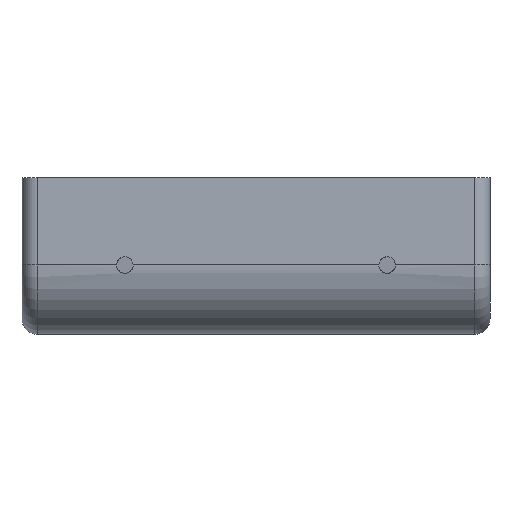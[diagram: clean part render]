
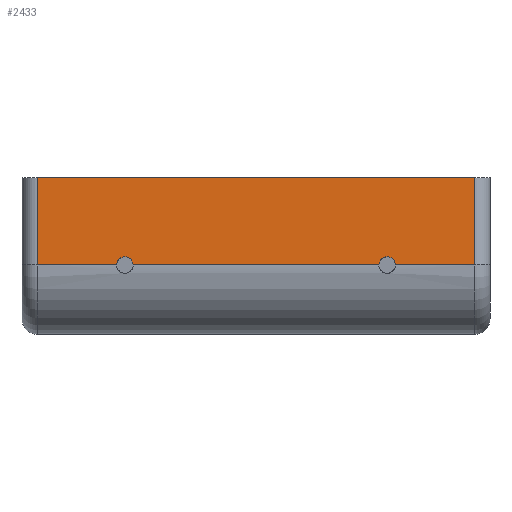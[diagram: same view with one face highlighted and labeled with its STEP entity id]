
A CAD part, front view. The second image highlights one B-rep face of the part: STEP entity #2433.
In plain terms, the highlighted planar face has unit normal (0, -1, 0).
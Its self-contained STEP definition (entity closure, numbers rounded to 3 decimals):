
#44 = PLANE('',#45);
#45 = AXIS2_PLACEMENT_3D('',#46,#47,#48);
#46 = CARTESIAN_POINT('',(-3.5,87.5,0.));
#47 = DIRECTION('',(0.,0.,-1.));
#48 = DIRECTION('',(1.,0.,0.));
#316 = CYLINDRICAL_SURFACE('',#317,3.);
#317 = AXIS2_PLACEMENT_3D('',#318,#319,#320);
#318 = CARTESIAN_POINT('',(-0.5,-0.5,0.));
#319 = DIRECTION('',(0.,0.,-1.));
#320 = DIRECTION('',(-1.,0.,0.));
#508 = VERTEX_POINT('',#509);
#509 = CARTESIAN_POINT('',(84.5,-3.5,0.));
#528 = CYLINDRICAL_SURFACE('',#529,3.);
#529 = AXIS2_PLACEMENT_3D('',#530,#531,#532);
#530 = CARTESIAN_POINT('',(84.5,-0.5,0.));
#531 = DIRECTION('',(0.,0.,-1.));
#532 = DIRECTION('',(0.,-1.,0.));
#540 = EDGE_CURVE('',#541,#508,#543,.T.);
#541 = VERTEX_POINT('',#542);
#542 = CARTESIAN_POINT('',(-0.5,-3.5,0.));
#543 = SURFACE_CURVE('',#544,(#548,#555),.PCURVE_S1.);
#544 = LINE('',#545,#546);
#545 = CARTESIAN_POINT('',(-3.5,-3.5,0.));
#546 = VECTOR('',#547,1.);
#547 = DIRECTION('',(1.,0.,0.));
#548 = PCURVE('',#44,#549);
#549 = DEFINITIONAL_REPRESENTATION('',(#550),#554);
#550 = LINE('',#551,#552);
#551 = CARTESIAN_POINT('',(0.,91.));
#552 = VECTOR('',#553,1.);
#553 = DIRECTION('',(1.,0.));
#554 = ( GEOMETRIC_REPRESENTATION_CONTEXT(2) 
PARAMETRIC_REPRESENTATION_CONTEXT() REPRESENTATION_CONTEXT('2D SPACE',''
  ) );
#555 = PCURVE('',#556,#561);
#556 = PLANE('',#557);
#557 = AXIS2_PLACEMENT_3D('',#558,#559,#560);
#558 = CARTESIAN_POINT('',(42.,-3.5,-8.5));
#559 = DIRECTION('',(0.,-1.,0.));
#560 = DIRECTION('',(1.,0.,0.));
#561 = DEFINITIONAL_REPRESENTATION('',(#562),#566);
#562 = LINE('',#563,#564);
#563 = CARTESIAN_POINT('',(-45.5,8.5));
#564 = VECTOR('',#565,1.);
#565 = DIRECTION('',(1.,0.));
#566 = ( GEOMETRIC_REPRESENTATION_CONTEXT(2) 
PARAMETRIC_REPRESENTATION_CONTEXT() REPRESENTATION_CONTEXT('2D SPACE',''
  ) );
#821 = EDGE_CURVE('',#541,#822,#824,.T.);
#822 = VERTEX_POINT('',#823);
#823 = CARTESIAN_POINT('',(-0.5,-3.5,-17.));
#824 = SURFACE_CURVE('',#825,(#829,#836),.PCURVE_S1.);
#825 = LINE('',#826,#827);
#826 = CARTESIAN_POINT('',(-0.5,-3.5,0.));
#827 = VECTOR('',#828,1.);
#828 = DIRECTION('',(0.,0.,-1.));
#829 = PCURVE('',#316,#830);
#830 = DEFINITIONAL_REPRESENTATION('',(#831),#835);
#831 = LINE('',#832,#833);
#832 = CARTESIAN_POINT('',(-1.571,0.));
#833 = VECTOR('',#834,1.);
#834 = DIRECTION('',(-0.,1.));
#835 = ( GEOMETRIC_REPRESENTATION_CONTEXT(2) 
PARAMETRIC_REPRESENTATION_CONTEXT() REPRESENTATION_CONTEXT('2D SPACE',''
  ) );
#836 = PCURVE('',#556,#837);
#837 = DEFINITIONAL_REPRESENTATION('',(#838),#842);
#838 = LINE('',#839,#840);
#839 = CARTESIAN_POINT('',(-42.5,8.5));
#840 = VECTOR('',#841,1.);
#841 = DIRECTION('',(0.,-1.));
#842 = ( GEOMETRIC_REPRESENTATION_CONTEXT(2) 
PARAMETRIC_REPRESENTATION_CONTEXT() REPRESENTATION_CONTEXT('2D SPACE',''
  ) );
#961 = CYLINDRICAL_SURFACE('',#962,13.5);
#962 = AXIS2_PLACEMENT_3D('',#963,#964,#965);
#963 = CARTESIAN_POINT('',(-3.5,10.,-17.));
#964 = DIRECTION('',(1.,0.,0.));
#965 = DIRECTION('',(0.,1.,0.));
#1377 = CYLINDRICAL_SURFACE('',#1378,1.6);
#1378 = AXIS2_PLACEMENT_3D('',#1379,#1380,#1381);
#1379 = CARTESIAN_POINT('',(16.5,2.,-17.));
#1380 = DIRECTION('',(0.,-1.,0.));
#1381 = DIRECTION('',(-1.,0.,0.));
#1730 = CYLINDRICAL_SURFACE('',#1731,1.6);
#1731 = AXIS2_PLACEMENT_3D('',#1732,#1733,#1734);
#1732 = CARTESIAN_POINT('',(67.5,2.,-17.));
#1733 = DIRECTION('',(0.,-1.,0.));
#1734 = DIRECTION('',(-1.,0.,0.));
#2433 = ADVANCED_FACE('',(#2434),#556,.T.);
#2434 = FACE_BOUND('',#2435,.T.);
#2435 = EDGE_LOOP('',(#2436,#2461,#2482,#2483,#2484,#2507,#2531,#2554));
#2436 = ORIENTED_EDGE('',*,*,#2437,.T.);
#2437 = EDGE_CURVE('',#2438,#2440,#2442,.T.);
#2438 = VERTEX_POINT('',#2439);
#2439 = CARTESIAN_POINT('',(69.1,-3.5,-17.));
#2440 = VERTEX_POINT('',#2441);
#2441 = CARTESIAN_POINT('',(84.5,-3.5,-17.));
#2442 = SURFACE_CURVE('',#2443,(#2447,#2454),.PCURVE_S1.);
#2443 = LINE('',#2444,#2445);
#2444 = CARTESIAN_POINT('',(-3.5,-3.5,-17.));
#2445 = VECTOR('',#2446,1.);
#2446 = DIRECTION('',(1.,0.,0.));
#2447 = PCURVE('',#556,#2448);
#2448 = DEFINITIONAL_REPRESENTATION('',(#2449),#2453);
#2449 = LINE('',#2450,#2451);
#2450 = CARTESIAN_POINT('',(-45.5,-8.5));
#2451 = VECTOR('',#2452,1.);
#2452 = DIRECTION('',(1.,0.));
#2453 = ( GEOMETRIC_REPRESENTATION_CONTEXT(2) 
PARAMETRIC_REPRESENTATION_CONTEXT() REPRESENTATION_CONTEXT('2D SPACE',''
  ) );
#2454 = PCURVE('',#961,#2455);
#2455 = DEFINITIONAL_REPRESENTATION('',(#2456),#2460);
#2456 = LINE('',#2457,#2458);
#2457 = CARTESIAN_POINT('',(-3.142,0.));
#2458 = VECTOR('',#2459,1.);
#2459 = DIRECTION('',(-0.,1.));
#2460 = ( GEOMETRIC_REPRESENTATION_CONTEXT(2) 
PARAMETRIC_REPRESENTATION_CONTEXT() REPRESENTATION_CONTEXT('2D SPACE',''
  ) );
#2461 = ORIENTED_EDGE('',*,*,#2462,.F.);
#2462 = EDGE_CURVE('',#508,#2440,#2463,.T.);
#2463 = SURFACE_CURVE('',#2464,(#2468,#2475),.PCURVE_S1.);
#2464 = LINE('',#2465,#2466);
#2465 = CARTESIAN_POINT('',(84.5,-3.5,0.));
#2466 = VECTOR('',#2467,1.);
#2467 = DIRECTION('',(0.,0.,-1.));
#2468 = PCURVE('',#556,#2469);
#2469 = DEFINITIONAL_REPRESENTATION('',(#2470),#2474);
#2470 = LINE('',#2471,#2472);
#2471 = CARTESIAN_POINT('',(42.5,8.5));
#2472 = VECTOR('',#2473,1.);
#2473 = DIRECTION('',(0.,-1.));
#2474 = ( GEOMETRIC_REPRESENTATION_CONTEXT(2) 
PARAMETRIC_REPRESENTATION_CONTEXT() REPRESENTATION_CONTEXT('2D SPACE',''
  ) );
#2475 = PCURVE('',#528,#2476);
#2476 = DEFINITIONAL_REPRESENTATION('',(#2477),#2481);
#2477 = LINE('',#2478,#2479);
#2478 = CARTESIAN_POINT('',(-0.,0.));
#2479 = VECTOR('',#2480,1.);
#2480 = DIRECTION('',(-0.,1.));
#2481 = ( GEOMETRIC_REPRESENTATION_CONTEXT(2) 
PARAMETRIC_REPRESENTATION_CONTEXT() REPRESENTATION_CONTEXT('2D SPACE',''
  ) );
#2482 = ORIENTED_EDGE('',*,*,#540,.F.);
#2483 = ORIENTED_EDGE('',*,*,#821,.T.);
#2484 = ORIENTED_EDGE('',*,*,#2485,.T.);
#2485 = EDGE_CURVE('',#822,#2486,#2488,.T.);
#2486 = VERTEX_POINT('',#2487);
#2487 = CARTESIAN_POINT('',(14.9,-3.5,-17.));
#2488 = SURFACE_CURVE('',#2489,(#2493,#2500),.PCURVE_S1.);
#2489 = LINE('',#2490,#2491);
#2490 = CARTESIAN_POINT('',(-3.5,-3.5,-17.));
#2491 = VECTOR('',#2492,1.);
#2492 = DIRECTION('',(1.,0.,0.));
#2493 = PCURVE('',#556,#2494);
#2494 = DEFINITIONAL_REPRESENTATION('',(#2495),#2499);
#2495 = LINE('',#2496,#2497);
#2496 = CARTESIAN_POINT('',(-45.5,-8.5));
#2497 = VECTOR('',#2498,1.);
#2498 = DIRECTION('',(1.,0.));
#2499 = ( GEOMETRIC_REPRESENTATION_CONTEXT(2) 
PARAMETRIC_REPRESENTATION_CONTEXT() REPRESENTATION_CONTEXT('2D SPACE',''
  ) );
#2500 = PCURVE('',#961,#2501);
#2501 = DEFINITIONAL_REPRESENTATION('',(#2502),#2506);
#2502 = LINE('',#2503,#2504);
#2503 = CARTESIAN_POINT('',(-3.142,0.));
#2504 = VECTOR('',#2505,1.);
#2505 = DIRECTION('',(-0.,1.));
#2506 = ( GEOMETRIC_REPRESENTATION_CONTEXT(2) 
PARAMETRIC_REPRESENTATION_CONTEXT() REPRESENTATION_CONTEXT('2D SPACE',''
  ) );
#2507 = ORIENTED_EDGE('',*,*,#2508,.F.);
#2508 = EDGE_CURVE('',#2509,#2486,#2511,.T.);
#2509 = VERTEX_POINT('',#2510);
#2510 = CARTESIAN_POINT('',(18.1,-3.5,-17.));
#2511 = SURFACE_CURVE('',#2512,(#2517,#2524),.PCURVE_S1.);
#2512 = CIRCLE('',#2513,1.6);
#2513 = AXIS2_PLACEMENT_3D('',#2514,#2515,#2516);
#2514 = CARTESIAN_POINT('',(16.5,-3.5,-17.));
#2515 = DIRECTION('',(0.,-1.,0.));
#2516 = DIRECTION('',(-1.,0.,0.));
#2517 = PCURVE('',#556,#2518);
#2518 = DEFINITIONAL_REPRESENTATION('',(#2519),#2523);
#2519 = CIRCLE('',#2520,1.6);
#2520 = AXIS2_PLACEMENT_2D('',#2521,#2522);
#2521 = CARTESIAN_POINT('',(-25.5,-8.5));
#2522 = DIRECTION('',(-1.,0.));
#2523 = ( GEOMETRIC_REPRESENTATION_CONTEXT(2) 
PARAMETRIC_REPRESENTATION_CONTEXT() REPRESENTATION_CONTEXT('2D SPACE',''
  ) );
#2524 = PCURVE('',#1377,#2525);
#2525 = DEFINITIONAL_REPRESENTATION('',(#2526),#2530);
#2526 = LINE('',#2527,#2528);
#2527 = CARTESIAN_POINT('',(0.,5.5));
#2528 = VECTOR('',#2529,1.);
#2529 = DIRECTION('',(1.,0.));
#2530 = ( GEOMETRIC_REPRESENTATION_CONTEXT(2) 
PARAMETRIC_REPRESENTATION_CONTEXT() REPRESENTATION_CONTEXT('2D SPACE',''
  ) );
#2531 = ORIENTED_EDGE('',*,*,#2532,.T.);
#2532 = EDGE_CURVE('',#2509,#2533,#2535,.T.);
#2533 = VERTEX_POINT('',#2534);
#2534 = CARTESIAN_POINT('',(65.9,-3.5,-17.));
#2535 = SURFACE_CURVE('',#2536,(#2540,#2547),.PCURVE_S1.);
#2536 = LINE('',#2537,#2538);
#2537 = CARTESIAN_POINT('',(-3.5,-3.5,-17.));
#2538 = VECTOR('',#2539,1.);
#2539 = DIRECTION('',(1.,0.,0.));
#2540 = PCURVE('',#556,#2541);
#2541 = DEFINITIONAL_REPRESENTATION('',(#2542),#2546);
#2542 = LINE('',#2543,#2544);
#2543 = CARTESIAN_POINT('',(-45.5,-8.5));
#2544 = VECTOR('',#2545,1.);
#2545 = DIRECTION('',(1.,0.));
#2546 = ( GEOMETRIC_REPRESENTATION_CONTEXT(2) 
PARAMETRIC_REPRESENTATION_CONTEXT() REPRESENTATION_CONTEXT('2D SPACE',''
  ) );
#2547 = PCURVE('',#961,#2548);
#2548 = DEFINITIONAL_REPRESENTATION('',(#2549),#2553);
#2549 = LINE('',#2550,#2551);
#2550 = CARTESIAN_POINT('',(-3.142,0.));
#2551 = VECTOR('',#2552,1.);
#2552 = DIRECTION('',(-0.,1.));
#2553 = ( GEOMETRIC_REPRESENTATION_CONTEXT(2) 
PARAMETRIC_REPRESENTATION_CONTEXT() REPRESENTATION_CONTEXT('2D SPACE',''
  ) );
#2554 = ORIENTED_EDGE('',*,*,#2555,.F.);
#2555 = EDGE_CURVE('',#2438,#2533,#2556,.T.);
#2556 = SURFACE_CURVE('',#2557,(#2562,#2569),.PCURVE_S1.);
#2557 = CIRCLE('',#2558,1.6);
#2558 = AXIS2_PLACEMENT_3D('',#2559,#2560,#2561);
#2559 = CARTESIAN_POINT('',(67.5,-3.5,-17.));
#2560 = DIRECTION('',(0.,-1.,0.));
#2561 = DIRECTION('',(-1.,0.,0.));
#2562 = PCURVE('',#556,#2563);
#2563 = DEFINITIONAL_REPRESENTATION('',(#2564),#2568);
#2564 = CIRCLE('',#2565,1.6);
#2565 = AXIS2_PLACEMENT_2D('',#2566,#2567);
#2566 = CARTESIAN_POINT('',(25.5,-8.5));
#2567 = DIRECTION('',(-1.,0.));
#2568 = ( GEOMETRIC_REPRESENTATION_CONTEXT(2) 
PARAMETRIC_REPRESENTATION_CONTEXT() REPRESENTATION_CONTEXT('2D SPACE',''
  ) );
#2569 = PCURVE('',#1730,#2570);
#2570 = DEFINITIONAL_REPRESENTATION('',(#2571),#2575);
#2571 = LINE('',#2572,#2573);
#2572 = CARTESIAN_POINT('',(0.,5.5));
#2573 = VECTOR('',#2574,1.);
#2574 = DIRECTION('',(1.,0.));
#2575 = ( GEOMETRIC_REPRESENTATION_CONTEXT(2) 
PARAMETRIC_REPRESENTATION_CONTEXT() REPRESENTATION_CONTEXT('2D SPACE',''
  ) );
